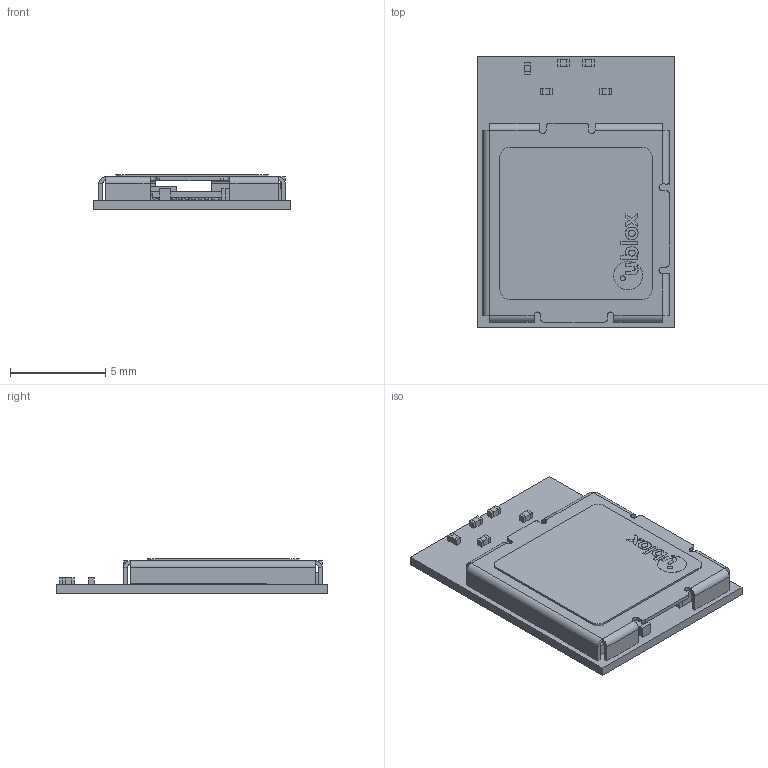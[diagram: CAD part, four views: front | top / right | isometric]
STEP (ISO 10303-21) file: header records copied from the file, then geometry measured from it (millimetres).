
FILE_DESCRIPTION(('Open CASCADE Model'),'2;1');
FILE_NAME('Open CASCADE Shape Model','2023-08-18T16:10:33',('Author'),( 'Open CASCADE'),'Open CASCADE STEP processor 7.5','Open CASCADE 7.5' ,'Unknown');
FILE_SCHEMA(('AUTOMOTIVE_DESIGN { 1 0 10303 214 1 1 1 1 }'));
Length unit declared in the file: millimetre
Products named in the file (101): PCB; Board; Open CASCADE STEP translator 7.5 3.1.1; Z3; 6671552512; Extruded; 6671553312; C22; 6671552352; C23; C26; C27; R2; 6671554272; 6671554112; C8; 6671552912; 6671552672; C7; L6; 6671553072; C31; U1; 6668609024; Open CASCADE STEP translator 6.8 16.1; Body; Open CASCADE STEP translator 6.8 16.2.1; ball; U2; 6653355792; Pins; L10; L9; L8; C34; C33; C32; C30; C29; L2 ...
Assembly tree (416 placements, depth 5):
  PCB
    Board
      Open CASCADE STEP translator 7.5 3.1.1
    Z3
      6671552512
        Extruded
      6671553312  x2
        Extruded
    C22
      6671552352  x2
        Extruded
      6671552512
        Extruded
    C23
      6671552352  x2
        Extruded
      6671552512
        Extruded
    C26
      6671552352  x2
        Extruded
      6671552512
        Extruded
    C27
      6671552352  x2
        Extruded
      6671552512
        Extruded
    R2
      6671554272
        Extruded
      6671554112  x2
        Extruded
    C8
      6671552912  x2
        Extruded
      6671552672
        Extruded
    C7
      6671552912  x2
        Extruded
      6671552672
        Extruded
    L6
      6671553312  x2
        Extruded
      6671553072
        Extruded
    C31
      6671552512
        Extruded
      6671552352  x2
        Extruded
    U1
      6668609024
        Open CASCADE STEP translator 6.8 16.1
        Body
          Open CASCADE STEP translator 6.8 16.2.1
        ball  x132
    U2
Bounding box: 10.4 x 14.3 x 1.86 mm (x, y, z)
Volume: 120.8 mm3; surface area: 973.2 mm2
Topology: 358 solids, 359 shells, 3304 faces, 8493 edges, 5643 vertices
Faces by surface type: plane 3086, sphere 132, bspline 55, cylinder 31
Full cylindrical faces by diameter (mm): 0.549 x1
Entity records: 17239 total; most frequent: CARTESIAN_POINT 3252, DIRECTION 2580, ORIENTED_EDGE 2033, EDGE_CURVE 1017, AXIS2_PLACEMENT_3D 868, LINE 844, VECTOR 844, VERTEX_POINT 660
